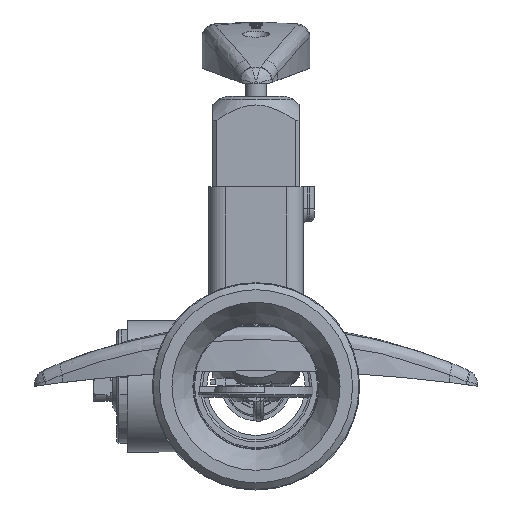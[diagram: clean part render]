
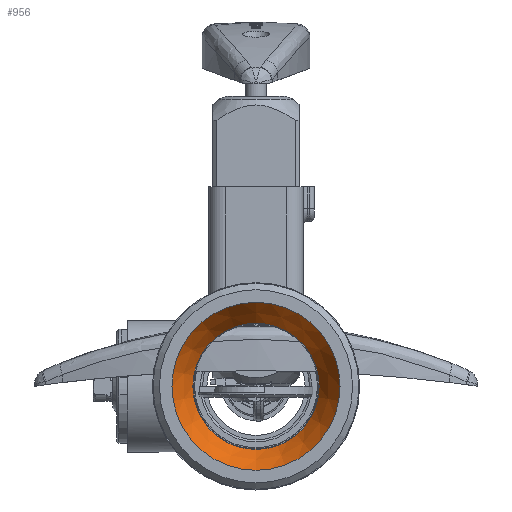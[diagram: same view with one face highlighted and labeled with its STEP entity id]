
A CAD part, front view. The second image highlights one B-rep face of the part: STEP entity #956.
In plain terms, the highlighted conical face has half-angle 30 degrees and reference radius 19.5 mm.
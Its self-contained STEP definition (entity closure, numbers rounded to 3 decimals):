
#956 = ADVANCED_FACE( '', ( #2484, #2485 ), #2486, .F. );
#2484 = FACE_BOUND( '', #4798, .T. );
#2485 = FACE_OUTER_BOUND( '', #4799, .T. );
#2486 = CONICAL_SURFACE( '', #4800, 19.5, 0.524 );
#4798 = EDGE_LOOP( '', ( #10226 ) );
#4799 = EDGE_LOOP( '', ( #10227 ) );
#4800 = AXIS2_PLACEMENT_3D( '', #10228, #10229, #10230 );
#10226 = ORIENTED_EDGE( '', *, *, #13557, .F. );
#10227 = ORIENTED_EDGE( '', *, *, #13558, .T. );
#10228 = CARTESIAN_POINT( '', ( 0., -58.5, 0. ) );
#10229 = DIRECTION( '', ( 0., -1., 0. ) );
#10230 = DIRECTION( '', ( 0., 0., -1. ) );
#13557 = EDGE_CURVE( '', #16025, #16025, #16026, .T. );
#13558 = EDGE_CURVE( '', #16027, #16027, #16028, .T. );
#16025 = VERTEX_POINT( '', #22690 );
#16026 = CIRCLE( '', #22691, 14.65 );
#16027 = VERTEX_POINT( '', #22692 );
#16028 = CIRCLE( '', #22693, 19.5 );
#22690 = CARTESIAN_POINT( '', ( 0., -50.1, -14.65 ) );
#22691 = AXIS2_PLACEMENT_3D( '', #27968, #27969, #27970 );
#22692 = CARTESIAN_POINT( '', ( 0., -58.5, -19.5 ) );
#22693 = AXIS2_PLACEMENT_3D( '', #27971, #27972, #27973 );
#27968 = CARTESIAN_POINT( '', ( 0., -50.1, 0. ) );
#27969 = DIRECTION( '', ( 0., -1., 0. ) );
#27970 = DIRECTION( '', ( 0., 0., -1. ) );
#27971 = CARTESIAN_POINT( '', ( 0., -58.5, 0. ) );
#27972 = DIRECTION( '', ( 0., -1., 0. ) );
#27973 = DIRECTION( '', ( 0., 0., -1. ) );
